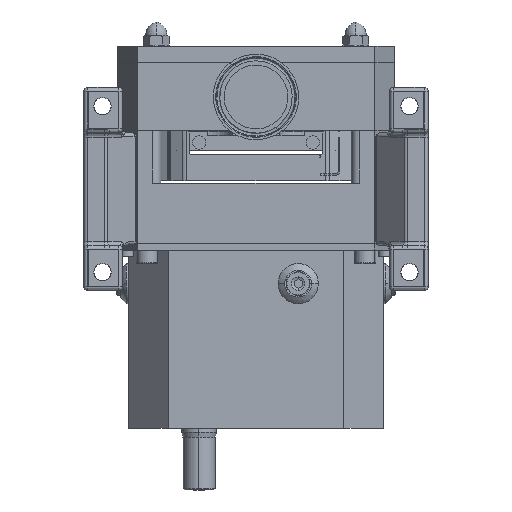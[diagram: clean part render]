
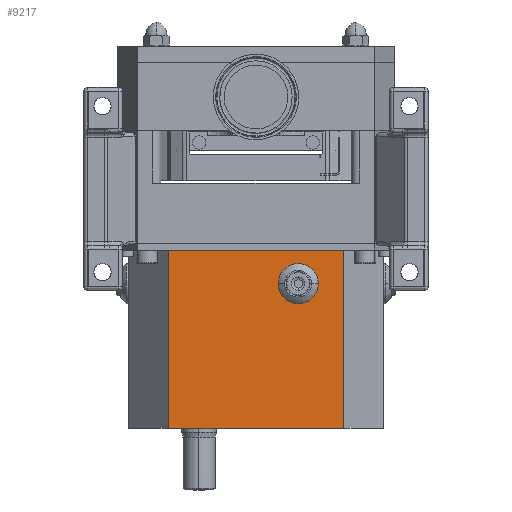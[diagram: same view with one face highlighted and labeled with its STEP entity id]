
A CAD part, front view. The second image highlights one B-rep face of the part: STEP entity #9217.
In plain terms, the highlighted planar face has unit normal (0, -1, 0).
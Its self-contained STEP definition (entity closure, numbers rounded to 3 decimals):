
#195 = CARTESIAN_POINT ( 'NONE',  ( 65.692, -58.503, -114.402 ) ) ;
#406 = VERTEX_POINT ( 'NONE', #28223 ) ;
#721 = DIRECTION ( 'NONE',  ( 0., 0., -1. ) ) ;
#3782 = EDGE_LOOP ( 'NONE', ( #32280, #45124, #31319, #54782 ) ) ;
#4301 = CARTESIAN_POINT ( 'NONE',  ( 65.692, -58.503, -247.402 ) ) ;
#4729 = LINE ( 'NONE', #51830, #30410 ) ;
#5170 = PLANE ( 'NONE',  #25174 ) ;
#7248 = DIRECTION ( 'NONE',  ( 0., -1., 0. ) ) ;
#9217 = ADVANCED_FACE ( 'NONE', ( #51957, #9445 ), #5170, .F. ) ;
#9445 = FACE_OUTER_BOUND ( 'NONE', #3782, .T. ) ;
#10220 = EDGE_CURVE ( 'NONE', #406, #14215, #37957, .T. ) ;
#14133 = ORIENTED_EDGE ( 'NONE', *, *, #10220, .F. ) ;
#14215 = VERTEX_POINT ( 'NONE', #16547 ) ;
#14278 = EDGE_LOOP ( 'NONE', ( #14133, #29946 ) ) ;
#14955 = LINE ( 'NONE', #45217, #18627 ) ;
#15805 = DIRECTION ( 'NONE',  ( 0., 0., -1. ) ) ;
#16547 = CARTESIAN_POINT ( 'NONE',  ( 31.495, -58.503, -154.402 ) ) ;
#18627 = VECTOR ( 'NONE', #32359, 1000. ) ;
#18928 = EDGE_CURVE ( 'NONE', #42280, #30597, #4729, .T. ) ;
#19622 = CARTESIAN_POINT ( 'NONE',  ( 65.692, -58.503, -247.402 ) ) ;
#21017 = DIRECTION ( 'NONE',  ( 0., 0., 1. ) ) ;
#21716 = DIRECTION ( 'NONE',  ( -1., 0., 0. ) ) ;
#22586 = EDGE_CURVE ( 'NONE', #52791, #42280, #48696, .T. ) ;
#22719 = CARTESIAN_POINT ( 'NONE',  ( 65.692, -58.503, -247.402 ) ) ;
#25174 = AXIS2_PLACEMENT_3D ( 'NONE', #4301, #35398, #21716 ) ;
#28223 = CARTESIAN_POINT ( 'NONE',  ( 31.495, -58.503, -124.402 ) ) ;
#29902 = DIRECTION ( 'NONE',  ( -1., 0., 0. ) ) ;
#29946 = ORIENTED_EDGE ( 'NONE', *, *, #34264, .F. ) ;
#30149 = VERTEX_POINT ( 'NONE', #38904 ) ;
#30410 = VECTOR ( 'NONE', #21017, 1000. ) ;
#30597 = VERTEX_POINT ( 'NONE', #54829 ) ;
#31319 = ORIENTED_EDGE ( 'NONE', *, *, #22586, .F. ) ;
#31535 = CARTESIAN_POINT ( 'NONE',  ( -65.701, -58.503, -247.402 ) ) ;
#32280 = ORIENTED_EDGE ( 'NONE', *, *, #33442, .T. ) ;
#32359 = DIRECTION ( 'NONE',  ( 0., 0., 1. ) ) ;
#33442 = EDGE_CURVE ( 'NONE', #30149, #30597, #52444, .T. ) ;
#34020 = EDGE_CURVE ( 'NONE', #52791, #30149, #14955, .T. ) ;
#34264 = EDGE_CURVE ( 'NONE', #14215, #406, #40486, .T. ) ;
#35398 = DIRECTION ( 'NONE',  ( 0., 1., 0. ) ) ;
#37957 = CIRCLE ( 'NONE', #50726, 15. ) ;
#38904 = CARTESIAN_POINT ( 'NONE',  ( 65.692, -58.503, -114.402 ) ) ;
#39644 = VECTOR ( 'NONE', #29902, 1000. ) ;
#39826 = DIRECTION ( 'NONE',  ( 0., -1., 0. ) ) ;
#40104 = DIRECTION ( 'NONE',  ( -1., 0., 0. ) ) ;
#40486 = CIRCLE ( 'NONE', #44274, 15. ) ;
#42280 = VERTEX_POINT ( 'NONE', #31535 ) ;
#44274 = AXIS2_PLACEMENT_3D ( 'NONE', #50067, #7248, #15805 ) ;
#44409 = CARTESIAN_POINT ( 'NONE',  ( 31.495, -58.503, -139.402 ) ) ;
#44682 = VECTOR ( 'NONE', #40104, 1000. ) ;
#45124 = ORIENTED_EDGE ( 'NONE', *, *, #18928, .F. ) ;
#45217 = CARTESIAN_POINT ( 'NONE',  ( 65.692, -58.503, -247.402 ) ) ;
#48696 = LINE ( 'NONE', #22719, #44682 ) ;
#50067 = CARTESIAN_POINT ( 'NONE',  ( 31.495, -58.503, -139.402 ) ) ;
#50726 = AXIS2_PLACEMENT_3D ( 'NONE', #44409, #39826, #721 ) ;
#51830 = CARTESIAN_POINT ( 'NONE',  ( -65.701, -58.503, -247.402 ) ) ;
#51957 = FACE_BOUND ( 'NONE', #14278, .T. ) ;
#52444 = LINE ( 'NONE', #195, #39644 ) ;
#52791 = VERTEX_POINT ( 'NONE', #19622 ) ;
#54782 = ORIENTED_EDGE ( 'NONE', *, *, #34020, .T. ) ;
#54829 = CARTESIAN_POINT ( 'NONE',  ( -65.701, -58.503, -114.402 ) ) ;
